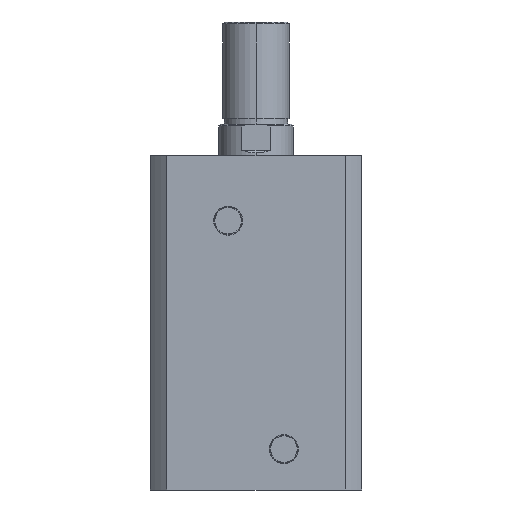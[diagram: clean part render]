
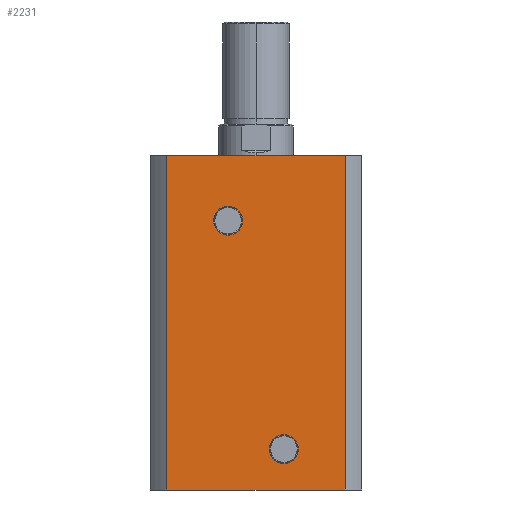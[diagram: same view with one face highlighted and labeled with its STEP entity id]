
A CAD part, left-side view. The second image highlights one B-rep face of the part: STEP entity #2231.
In plain terms, the highlighted planar face has unit normal (-1, 0, 0).
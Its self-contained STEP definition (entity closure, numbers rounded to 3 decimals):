
#77 = ORIENTED_EDGE ( 'NONE', *, *, #811, .T. ) ;
#79 = ORIENTED_EDGE ( 'NONE', *, *, #817, .F. ) ;
#80 = ORIENTED_EDGE ( 'NONE', *, *, #816, .F. ) ;
#81 = ORIENTED_EDGE ( 'NONE', *, *, #815, .T. ) ;
#82 = ORIENTED_EDGE ( 'NONE', *, *, #684, .F. ) ;
#83 = ORIENTED_EDGE ( 'NONE', *, *, #814, .F. ) ;
#84 = ORIENTED_EDGE ( 'NONE', *, *, #676, .F. ) ;
#85 = ORIENTED_EDGE ( 'NONE', *, *, #813, .F. ) ;
#307 = FACE_OUTER_BOUND ( 'NONE', #623, .T. ) ;
#324 = FACE_BOUND ( 'NONE', #627, .T. ) ;
#327 = FACE_BOUND ( 'NONE', #624, .T. ) ;
#623 = EDGE_LOOP ( 'NONE', ( #81, #80, #79, #77 ) ) ;
#624 = EDGE_LOOP ( 'NONE', ( #83, #82 ) ) ;
#627 = EDGE_LOOP ( 'NONE', ( #85, #84 ) ) ;
#676 = EDGE_CURVE ( 'NONE', #964, #965, #1161, .T. ) ;
#684 = EDGE_CURVE ( 'NONE', #906, #907, #1181, .T. ) ;
#811 = EDGE_CURVE ( 'NONE', #3475, #3468, #1435, .T. ) ;
#813 = EDGE_CURVE ( 'NONE', #965, #964, #1438, .T. ) ;
#814 = EDGE_CURVE ( 'NONE', #907, #906, #1439, .T. ) ;
#815 = EDGE_CURVE ( 'NONE', #3468, #3470, #1440, .T. ) ;
#816 = EDGE_CURVE ( 'NONE', #3472, #3470, #1441, .T. ) ;
#817 = EDGE_CURVE ( 'NONE', #3475, #3472, #1436, .T. ) ;
#906 = VERTEX_POINT ( 'NONE', #2095 ) ;
#907 = VERTEX_POINT ( 'NONE', #2100 ) ;
#964 = VERTEX_POINT ( 'NONE', #2154 ) ;
#965 = VERTEX_POINT ( 'NONE', #2155 ) ;
#1016 = DIRECTION ( 'NONE',  ( 0., 0., 1. ) ) ;
#1094 = DIRECTION ( 'NONE',  ( -1., 0., 0. ) ) ;
#1099 = CARTESIAN_POINT ( 'NONE',  ( -57., 15., 145. ) ) ;
#1161 = CIRCLE ( 'NONE', #2521, 7.797 ) ;
#1181 = CIRCLE ( 'NONE', #2517, 7.797 ) ;
#1234 = DIRECTION ( 'NONE',  ( 0., 0., 1. ) ) ;
#1236 = DIRECTION ( 'NONE',  ( -1., 0., 0. ) ) ;
#1239 = CARTESIAN_POINT ( 'NONE',  ( -57., -15., 22. ) ) ;
#1435 = LINE ( 'NONE', #1801, #1437 ) ;
#1436 = LINE ( 'NONE', #1819, #1448 ) ;
#1437 = VECTOR ( 'NONE', #1791, 1000. ) ;
#1438 = CIRCLE ( 'NONE', #2474, 7.797 ) ;
#1439 = CIRCLE ( 'NONE', #2473, 7.797 ) ;
#1440 = LINE ( 'NONE', #1812, #1443 ) ;
#1441 = LINE ( 'NONE', #1827, #1446 ) ;
#1443 = VECTOR ( 'NONE', #1813, 1000. ) ;
#1446 = VECTOR ( 'NONE', #1829, 1000. ) ;
#1448 = VECTOR ( 'NONE', #1830, 1000. ) ;
#1791 = DIRECTION ( 'NONE',  ( 0., 0., -1. ) ) ;
#1801 = CARTESIAN_POINT ( 'NONE',  ( -57., 47.971, 180. ) ) ;
#1812 = CARTESIAN_POINT ( 'NONE',  ( -57., 0., 0. ) ) ;
#1813 = DIRECTION ( 'NONE',  ( 0., -1., 0. ) ) ;
#1815 = CARTESIAN_POINT ( 'NONE',  ( -57., -15., 22. ) ) ;
#1816 = DIRECTION ( 'NONE',  ( -1., 0., 0. ) ) ;
#1817 = DIRECTION ( 'NONE',  ( 0., 0., 1. ) ) ;
#1819 = CARTESIAN_POINT ( 'NONE',  ( -57., 0., 180. ) ) ;
#1820 = CARTESIAN_POINT ( 'NONE',  ( -57., 15., 145. ) ) ;
#1822 = DIRECTION ( 'NONE',  ( -1., 0., 0. ) ) ;
#1824 = DIRECTION ( 'NONE',  ( 0., 0., 1. ) ) ;
#1827 = CARTESIAN_POINT ( 'NONE',  ( -57., -47.971, 180. ) ) ;
#1829 = DIRECTION ( 'NONE',  ( 0., 0., -1. ) ) ;
#1830 = DIRECTION ( 'NONE',  ( 0., -1., 0. ) ) ;
#2095 = CARTESIAN_POINT ( 'NONE',  ( -57., 15., 137.203 ) ) ;
#2100 = CARTESIAN_POINT ( 'NONE',  ( -57., 15., 152.797 ) ) ;
#2154 = CARTESIAN_POINT ( 'NONE',  ( -57., -15., 14.203 ) ) ;
#2155 = CARTESIAN_POINT ( 'NONE',  ( -57., -15., 29.797 ) ) ;
#2231 = ADVANCED_FACE ( 'NONE', ( #324, #327, #307 ), #2792, .F. ) ;
#2473 = AXIS2_PLACEMENT_3D ( 'NONE', #1820, #1822, #1824 ) ;
#2474 = AXIS2_PLACEMENT_3D ( 'NONE', #1815, #1816, #1817 ) ;
#2517 = AXIS2_PLACEMENT_3D ( 'NONE', #1099, #1094, #1016 ) ;
#2521 = AXIS2_PLACEMENT_3D ( 'NONE', #1239, #1236, #1234 ) ;
#2785 = DIRECTION ( 'NONE',  ( 1., 0., 0. ) ) ;
#2790 = CARTESIAN_POINT ( 'NONE',  ( -57., 0., 180. ) ) ;
#2792 = PLANE ( 'NONE',  #3610 ) ;
#2794 = DIRECTION ( 'NONE',  ( 0., 1., 0. ) ) ;
#3107 = CARTESIAN_POINT ( 'NONE',  ( -57., 47.971, 180. ) ) ;
#3108 = CARTESIAN_POINT ( 'NONE',  ( -57., 47.971, 0. ) ) ;
#3110 = CARTESIAN_POINT ( 'NONE',  ( -57., -47.971, 0. ) ) ;
#3111 = CARTESIAN_POINT ( 'NONE',  ( -57., -47.971, 180. ) ) ;
#3468 = VERTEX_POINT ( 'NONE', #3108 ) ;
#3470 = VERTEX_POINT ( 'NONE', #3110 ) ;
#3472 = VERTEX_POINT ( 'NONE', #3111 ) ;
#3475 = VERTEX_POINT ( 'NONE', #3107 ) ;
#3610 = AXIS2_PLACEMENT_3D ( 'NONE', #2790, #2785, #2794 ) ;
